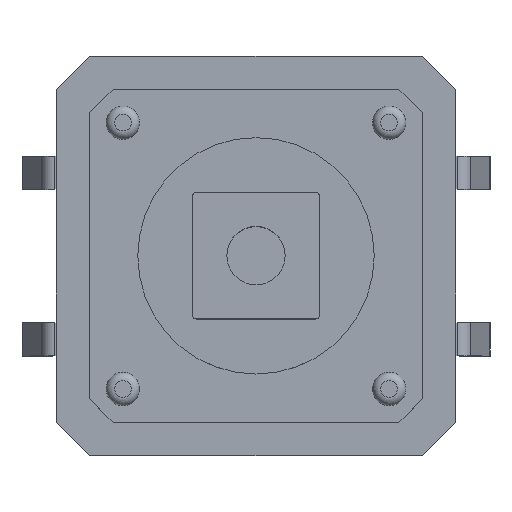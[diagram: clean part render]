
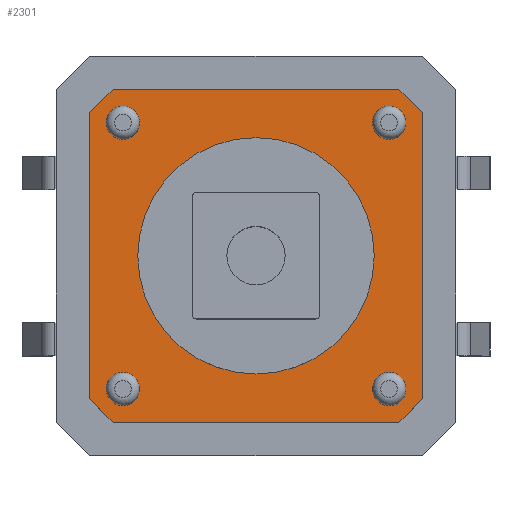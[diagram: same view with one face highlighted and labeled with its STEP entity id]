
A CAD part, top view. The second image highlights one B-rep face of the part: STEP entity #2301.
In plain terms, the highlighted planar face has unit normal (0, 0, 1).
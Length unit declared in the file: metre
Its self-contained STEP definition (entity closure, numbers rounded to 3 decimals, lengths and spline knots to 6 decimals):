
#226=LINE('',#4025,#458);
#230=LINE('',#4033,#462);
#232=LINE('',#4037,#464);
#235=LINE('',#4043,#467);
#238=LINE('',#4059,#470);
#239=LINE('',#4060,#471);
#240=LINE('',#4061,#472);
#241=LINE('',#4062,#473);
#458=VECTOR('',#3344,1.);
#462=VECTOR('',#3350,1.);
#464=VECTOR('',#3354,1.);
#467=VECTOR('',#3359,1.);
#470=VECTOR('',#3374,1.);
#471=VECTOR('',#3375,1.);
#472=VECTOR('',#3376,1.);
#473=VECTOR('',#3377,1.);
#556=PLANE('',#2797);
#1083=ORIENTED_EDGE('',*,*,#1463,.F.);
#1084=ORIENTED_EDGE('',*,*,#1464,.F.);
#1085=ORIENTED_EDGE('',*,*,#1465,.F.);
#1086=ORIENTED_EDGE('',*,*,#1466,.F.);
#1087=ORIENTED_EDGE('',*,*,#1467,.F.);
#1088=ORIENTED_EDGE('',*,*,#1455,.T.);
#1089=ORIENTED_EDGE('',*,*,#1468,.T.);
#1090=ORIENTED_EDGE('',*,*,#1457,.T.);
#1091=ORIENTED_EDGE('',*,*,#1469,.T.);
#1092=ORIENTED_EDGE('',*,*,#1460,.T.);
#1093=ORIENTED_EDGE('',*,*,#1470,.T.);
#1094=ORIENTED_EDGE('',*,*,#1451,.T.);
#1095=ORIENTED_EDGE('',*,*,#1471,.T.);
#1451=EDGE_CURVE('',#1683,#1684,#226,.T.);
#1455=EDGE_CURVE('',#1686,#1685,#230,.T.);
#1457=EDGE_CURVE('',#1687,#1688,#232,.T.);
#1460=EDGE_CURVE('',#1689,#1690,#235,.T.);
#1463=EDGE_CURVE('',#1691,#1691,#1779,.T.);
#1464=EDGE_CURVE('',#1692,#1692,#1780,.T.);
#1465=EDGE_CURVE('',#1693,#1693,#1781,.T.);
#1466=EDGE_CURVE('',#1694,#1694,#1782,.T.);
#1467=EDGE_CURVE('',#1695,#1695,#1783,.T.);
#1468=EDGE_CURVE('',#1685,#1687,#238,.F.);
#1469=EDGE_CURVE('',#1688,#1689,#239,.F.);
#1470=EDGE_CURVE('',#1690,#1683,#240,.F.);
#1471=EDGE_CURVE('',#1684,#1686,#241,.F.);
#1683=VERTEX_POINT('',#4026);
#1684=VERTEX_POINT('',#4027);
#1685=VERTEX_POINT('',#4032);
#1686=VERTEX_POINT('',#4034);
#1687=VERTEX_POINT('',#4038);
#1688=VERTEX_POINT('',#4039);
#1689=VERTEX_POINT('',#4044);
#1690=VERTEX_POINT('',#4045);
#1691=VERTEX_POINT('',#4050);
#1692=VERTEX_POINT('',#4052);
#1693=VERTEX_POINT('',#4054);
#1694=VERTEX_POINT('',#4056);
#1695=VERTEX_POINT('',#4058);
#1779=CIRCLE('',#2798,0.00355);
#1780=CIRCLE('',#2799,0.0005);
#1781=CIRCLE('',#2800,0.0005);
#1782=CIRCLE('',#2801,0.0005);
#1783=CIRCLE('',#2802,0.0005);
#1906=EDGE_LOOP('',(#1083));
#1907=EDGE_LOOP('',(#1084));
#1908=EDGE_LOOP('',(#1085));
#1909=EDGE_LOOP('',(#1086));
#1910=EDGE_LOOP('',(#1087));
#1911=EDGE_LOOP('',(#1088,#1089,#1090,#1091,#1092,#1093,#1094,#1095));
#2064=FACE_BOUND('',#1906,.T.);
#2065=FACE_BOUND('',#1907,.T.);
#2066=FACE_BOUND('',#1908,.T.);
#2067=FACE_BOUND('',#1909,.T.);
#2068=FACE_BOUND('',#1910,.T.);
#2069=FACE_BOUND('',#1911,.T.);
#2301=ADVANCED_FACE('',(#2064,#2065,#2066,#2067,#2068,#2069),#556,.T.);
#2797=AXIS2_PLACEMENT_3D('',#4048,#3362,#3363);
#2798=AXIS2_PLACEMENT_3D('',#4049,#3364,#3365);
#2799=AXIS2_PLACEMENT_3D('',#4051,#3366,#3367);
#2800=AXIS2_PLACEMENT_3D('',#4053,#3368,#3369);
#2801=AXIS2_PLACEMENT_3D('',#4055,#3370,#3371);
#2802=AXIS2_PLACEMENT_3D('',#4057,#3372,#3373);
#3344=DIRECTION('',(0.,1.,0.));
#3350=DIRECTION('',(-1.,0.,0.));
#3354=DIRECTION('',(0.,-1.,0.));
#3359=DIRECTION('',(1.,0.,0.));
#3362=DIRECTION('',(0.,0.,1.));
#3363=DIRECTION('',(1.,0.,0.));
#3364=DIRECTION('',(0.,0.,1.));
#3365=DIRECTION('',(1.,0.,0.));
#3366=DIRECTION('',(0.,0.,1.));
#3367=DIRECTION('',(1.,0.,0.));
#3368=DIRECTION('',(0.,0.,1.));
#3369=DIRECTION('',(1.,0.,0.));
#3370=DIRECTION('',(0.,0.,1.));
#3371=DIRECTION('',(1.,0.,0.));
#3372=DIRECTION('',(0.,0.,1.));
#3373=DIRECTION('',(1.,0.,0.));
#3374=DIRECTION('',(0.707,0.707,0.));
#3375=DIRECTION('',(-0.707,0.707,0.));
#3376=DIRECTION('',(-0.707,-0.707,0.));
#3377=DIRECTION('',(0.707,-0.707,0.));
#4025=CARTESIAN_POINT('',(0.005,0.,0.0043));
#4026=CARTESIAN_POINT('',(0.005,-0.004293,0.0043));
#4027=CARTESIAN_POINT('',(0.005,0.004293,0.0043));
#4032=CARTESIAN_POINT('',(-0.004293,0.005,0.0043));
#4033=CARTESIAN_POINT('',(0.,0.005,0.0043));
#4034=CARTESIAN_POINT('',(0.004293,0.005,0.0043));
#4037=CARTESIAN_POINT('',(-0.005,0.,0.0043));
#4038=CARTESIAN_POINT('',(-0.005,0.004293,0.0043));
#4039=CARTESIAN_POINT('',(-0.005,-0.004293,0.0043));
#4043=CARTESIAN_POINT('',(0.,-0.005,0.0043));
#4044=CARTESIAN_POINT('',(-0.004293,-0.005,0.0043));
#4045=CARTESIAN_POINT('',(0.004293,-0.005,0.0043));
#4048=CARTESIAN_POINT('',(0.,0.,0.0043));
#4049=CARTESIAN_POINT('',(0.,0.,0.0043));
#4050=CARTESIAN_POINT('',(0.00355,0.,0.0043));
#4051=CARTESIAN_POINT('',(-0.004,-0.004,0.0043));
#4052=CARTESIAN_POINT('',(-0.0035,-0.004,0.0043));
#4053=CARTESIAN_POINT('',(0.004,-0.004,0.0043));
#4054=CARTESIAN_POINT('',(0.0045,-0.004,0.0043));
#4055=CARTESIAN_POINT('',(0.004,0.004,0.0043));
#4056=CARTESIAN_POINT('',(0.0045,0.004,0.0043));
#4057=CARTESIAN_POINT('',(-0.004,0.004,0.0043));
#4058=CARTESIAN_POINT('',(-0.0035,0.004,0.0043));
#4059=CARTESIAN_POINT('',(-0.004647,0.004647,0.0043));
#4060=CARTESIAN_POINT('',(-0.004647,-0.004647,0.0043));
#4061=CARTESIAN_POINT('',(0.004647,-0.004647,0.0043));
#4062=CARTESIAN_POINT('',(0.004647,0.004647,0.0043));
